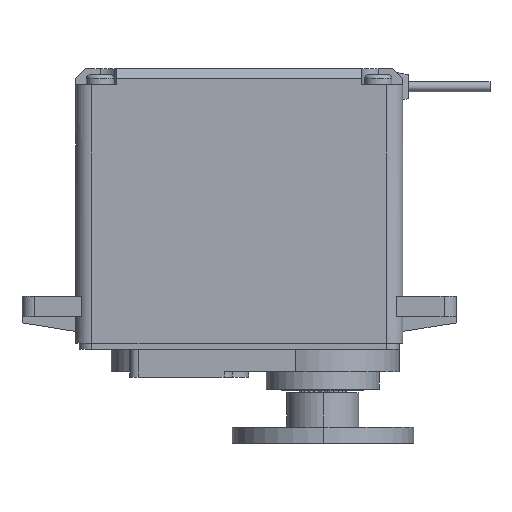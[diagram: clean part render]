
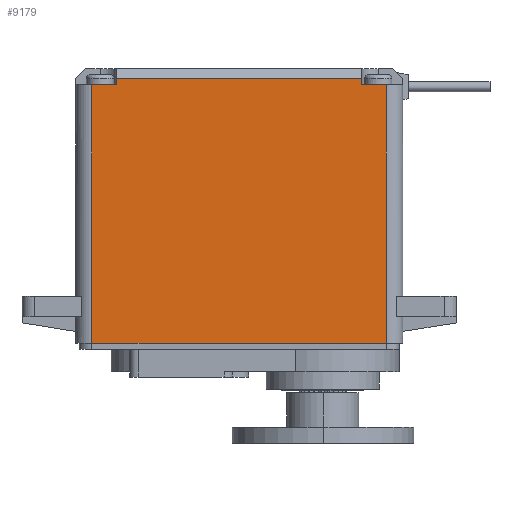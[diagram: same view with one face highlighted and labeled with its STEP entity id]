
A CAD part, front view. The second image highlights one B-rep face of the part: STEP entity #9179.
In plain terms, the highlighted planar face has unit normal (0, -1, 0).
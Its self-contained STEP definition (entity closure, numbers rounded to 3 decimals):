
#108 = VERTEX_POINT ( 'NONE', #6325 ) ;
#238 = AXIS2_PLACEMENT_3D ( 'NONE', #10496, #5048, #11363 ) ;
#445 = DIRECTION ( 'NONE',  ( 0., 0., 1. ) ) ;
#447 = LINE ( 'NONE', #10549, #10168 ) ;
#625 = CARTESIAN_POINT ( 'NONE',  ( 18., -9.91, 0. ) ) ;
#749 = LINE ( 'NONE', #625, #3099 ) ;
#762 = EDGE_CURVE ( 'NONE', #11702, #5132, #11791, .T. ) ;
#831 = EDGE_CURVE ( 'NONE', #2070, #4799, #447, .T. ) ;
#957 = DIRECTION ( 'NONE',  ( 0., 0., -1. ) ) ;
#964 = LINE ( 'NONE', #7946, #8245 ) ;
#1012 = EDGE_CURVE ( 'NONE', #10920, #11573, #2188, .T. ) ;
#1153 = EDGE_CURVE ( 'NONE', #108, #10920, #749, .T. ) ;
#1619 = CARTESIAN_POINT ( 'NONE',  ( -18., -9.91, 32.35 ) ) ;
#1773 = EDGE_CURVE ( 'NONE', #11573, #2070, #964, .T. ) ;
#1982 = CARTESIAN_POINT ( 'NONE',  ( -18., -9.91, 0. ) ) ;
#2050 = EDGE_CURVE ( 'NONE', #5132, #11590, #8643, .T. ) ;
#2070 = VERTEX_POINT ( 'NONE', #3960 ) ;
#2158 = CARTESIAN_POINT ( 'NONE',  ( -15., -9.91, 33.1 ) ) ;
#2188 = LINE ( 'NONE', #11932, #9324 ) ;
#2210 = FACE_OUTER_BOUND ( 'NONE', #2453, .T. ) ;
#2339 = CARTESIAN_POINT ( 'NONE',  ( 18., -9.91, 32.35 ) ) ;
#2366 = DIRECTION ( 'NONE',  ( 0., 0., 1. ) ) ;
#2453 = EDGE_LOOP ( 'NONE', ( #8445, #9786, #5607, #11933, #7607, #6514, #9762, #10891 ) ) ;
#2575 = CARTESIAN_POINT ( 'NONE',  ( -15., -9.91, 32.35 ) ) ;
#3099 = VECTOR ( 'NONE', #445, 1000. ) ;
#3521 = EDGE_CURVE ( 'NONE', #11590, #108, #8142, .T. ) ;
#3960 = CARTESIAN_POINT ( 'NONE',  ( 15., -9.91, 33.1 ) ) ;
#4799 = VERTEX_POINT ( 'NONE', #2158 ) ;
#4880 = VECTOR ( 'NONE', #9173, 1000. ) ;
#4915 = EDGE_CURVE ( 'NONE', #4799, #11702, #8066, .T. ) ;
#5048 = DIRECTION ( 'NONE',  ( 0., -1., 0. ) ) ;
#5132 = VERTEX_POINT ( 'NONE', #1619 ) ;
#5196 = DIRECTION ( 'NONE',  ( 0., 0., -1. ) ) ;
#5607 = ORIENTED_EDGE ( 'NONE', *, *, #3521, .T. ) ;
#5633 = VECTOR ( 'NONE', #5196, 1000. ) ;
#5863 = CARTESIAN_POINT ( 'NONE',  ( -18., -9.91, 0.75 ) ) ;
#6325 = CARTESIAN_POINT ( 'NONE',  ( 18., -9.91, 0.75 ) ) ;
#6514 = ORIENTED_EDGE ( 'NONE', *, *, #1773, .T. ) ;
#7607 = ORIENTED_EDGE ( 'NONE', *, *, #1012, .T. ) ;
#7946 = CARTESIAN_POINT ( 'NONE',  ( 15., -9.91, 0. ) ) ;
#8066 = LINE ( 'NONE', #11502, #5633 ) ;
#8142 = LINE ( 'NONE', #10504, #10248 ) ;
#8245 = VECTOR ( 'NONE', #2366, 1000. ) ;
#8445 = ORIENTED_EDGE ( 'NONE', *, *, #762, .T. ) ;
#8643 = LINE ( 'NONE', #1982, #10723 ) ;
#8875 = CARTESIAN_POINT ( 'NONE',  ( 20., -9.91, 32.35 ) ) ;
#9173 = DIRECTION ( 'NONE',  ( -1., 0., 0. ) ) ;
#9179 = ADVANCED_FACE ( 'NONE', ( #2210 ), #9567, .T. ) ;
#9324 = VECTOR ( 'NONE', #11896, 1000. ) ;
#9378 = CARTESIAN_POINT ( 'NONE',  ( 15., -9.91, 32.35 ) ) ;
#9567 = PLANE ( 'NONE',  #238 ) ;
#9762 = ORIENTED_EDGE ( 'NONE', *, *, #831, .T. ) ;
#9786 = ORIENTED_EDGE ( 'NONE', *, *, #2050, .T. ) ;
#10168 = VECTOR ( 'NONE', #11731, 1000. ) ;
#10248 = VECTOR ( 'NONE', #11370, 1000. ) ;
#10496 = CARTESIAN_POINT ( 'NONE',  ( 20., -9.91, 0. ) ) ;
#10504 = CARTESIAN_POINT ( 'NONE',  ( 0., -9.91, 0.75 ) ) ;
#10549 = CARTESIAN_POINT ( 'NONE',  ( 20., -9.91, 33.1 ) ) ;
#10723 = VECTOR ( 'NONE', #957, 1000. ) ;
#10891 = ORIENTED_EDGE ( 'NONE', *, *, #4915, .T. ) ;
#10920 = VERTEX_POINT ( 'NONE', #2339 ) ;
#11363 = DIRECTION ( 'NONE',  ( 0., 0., -1. ) ) ;
#11370 = DIRECTION ( 'NONE',  ( 1., 0., 0. ) ) ;
#11502 = CARTESIAN_POINT ( 'NONE',  ( -15., -9.91, 0. ) ) ;
#11573 = VERTEX_POINT ( 'NONE', #9378 ) ;
#11590 = VERTEX_POINT ( 'NONE', #5863 ) ;
#11702 = VERTEX_POINT ( 'NONE', #2575 ) ;
#11731 = DIRECTION ( 'NONE',  ( -1., 0., 0. ) ) ;
#11791 = LINE ( 'NONE', #8875, #4880 ) ;
#11896 = DIRECTION ( 'NONE',  ( -1., 0., 0. ) ) ;
#11932 = CARTESIAN_POINT ( 'NONE',  ( 20., -9.91, 32.35 ) ) ;
#11933 = ORIENTED_EDGE ( 'NONE', *, *, #1153, .T. ) ;
